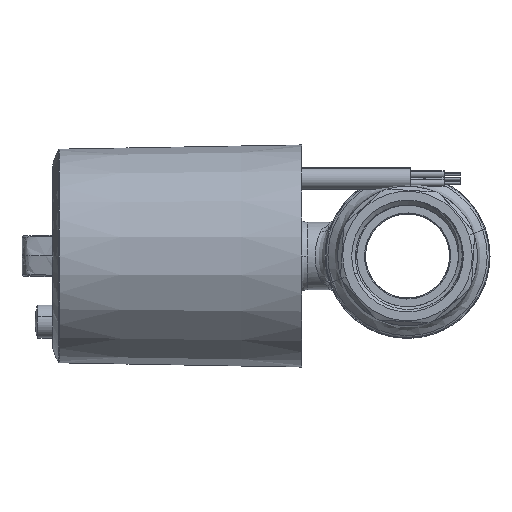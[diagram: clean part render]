
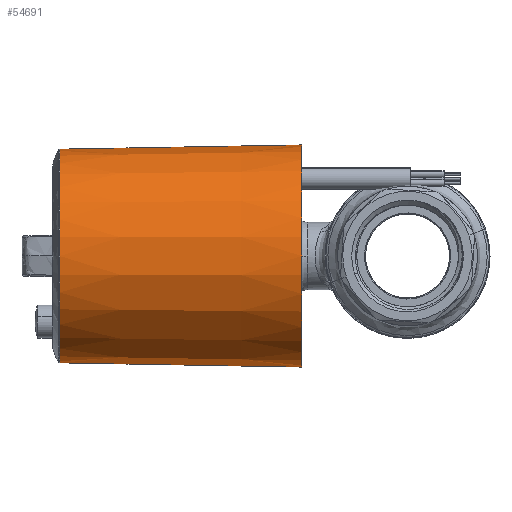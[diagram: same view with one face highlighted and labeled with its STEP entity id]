
A CAD part, left-side view. The second image highlights one B-rep face of the part: STEP entity #54691.
In plain terms, the highlighted conical face has half-angle 1 degrees and reference radius 33 mm.
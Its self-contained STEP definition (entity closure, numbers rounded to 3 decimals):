
#7448 = DIRECTION ( 'NONE',  ( 0., -1., 0. ) ) ;
#14254 = VERTEX_POINT ( 'NONE', #53403 ) ;
#15055 = DIRECTION ( 'NONE',  ( 0., 0., -1. ) ) ;
#16350 = AXIS2_PLACEMENT_3D ( 'NONE', #139614, #53967, #51565 ) ;
#22351 = VERTEX_POINT ( 'NONE', #79529 ) ;
#26550 = ORIENTED_EDGE ( 'NONE', *, *, #39181, .T. ) ;
#27161 = CIRCLE ( 'NONE', #102756, 33. ) ;
#31712 = ORIENTED_EDGE ( 'NONE', *, *, #127236, .T. ) ;
#37228 = CARTESIAN_POINT ( 'NONE',  ( -39., 0., -33. ) ) ;
#37948 = VERTEX_POINT ( 'NONE', #134122 ) ;
#39181 = EDGE_CURVE ( 'NONE', #22351, #37948, #161183, .T. ) ;
#50031 = CARTESIAN_POINT ( 'NONE',  ( -39., 0., 33. ) ) ;
#51565 = DIRECTION ( 'NONE',  ( 0., 0., -1. ) ) ;
#53403 = CARTESIAN_POINT ( 'NONE',  ( -39., 71.843, 31.746 ) ) ;
#53967 = DIRECTION ( 'NONE',  ( 0., -1., 0. ) ) ;
#54691 = ADVANCED_FACE ( 'NONE', ( #125710 ), #136207, .T. ) ;
#58037 = AXIS2_PLACEMENT_3D ( 'NONE', #119235, #7448, #132335 ) ;
#67198 = EDGE_CURVE ( 'NONE', #37948, #145961, #27161, .T. ) ;
#76930 = VECTOR ( 'NONE', #103055, 1000. ) ;
#79529 = CARTESIAN_POINT ( 'NONE',  ( -39., 71.843, -31.746 ) ) ;
#83860 = ORIENTED_EDGE ( 'NONE', *, *, #67198, .T. ) ;
#90817 = CARTESIAN_POINT ( 'NONE',  ( -39., 0., 33. ) ) ;
#91829 = CARTESIAN_POINT ( 'NONE',  ( -39., 0., 0. ) ) ;
#94482 = CIRCLE ( 'NONE', #58037, 31.746 ) ;
#102756 = AXIS2_PLACEMENT_3D ( 'NONE', #91829, #145365, #15055 ) ;
#103055 = DIRECTION ( 'NONE',  ( 0., 1., -0.017 ) ) ;
#106426 = EDGE_CURVE ( 'NONE', #14254, #22351, #94482, .T. ) ;
#106876 = VECTOR ( 'NONE', #135888, 1000. ) ;
#113588 = LINE ( 'NONE', #90817, #76930 ) ;
#119235 = CARTESIAN_POINT ( 'NONE',  ( -39., 71.843, 0. ) ) ;
#125710 = FACE_OUTER_BOUND ( 'NONE', #138231, .T. ) ;
#127236 = EDGE_CURVE ( 'NONE', #145961, #14254, #113588, .T. ) ;
#132335 = DIRECTION ( 'NONE',  ( 1., 0., 0. ) ) ;
#134122 = CARTESIAN_POINT ( 'NONE',  ( -39., 0., -33. ) ) ;
#135888 = DIRECTION ( 'NONE',  ( 0., -1., -0.017 ) ) ;
#136207 = CONICAL_SURFACE ( 'NONE', #16350, 33., 0.017 ) ;
#138231 = EDGE_LOOP ( 'NONE', ( #31712, #159458, #26550, #83860 ) ) ;
#139614 = CARTESIAN_POINT ( 'NONE',  ( -39., 0., 0. ) ) ;
#145365 = DIRECTION ( 'NONE',  ( 0., 1., 0. ) ) ;
#145961 = VERTEX_POINT ( 'NONE', #50031 ) ;
#159458 = ORIENTED_EDGE ( 'NONE', *, *, #106426, .T. ) ;
#161183 = LINE ( 'NONE', #37228, #106876 ) ;
